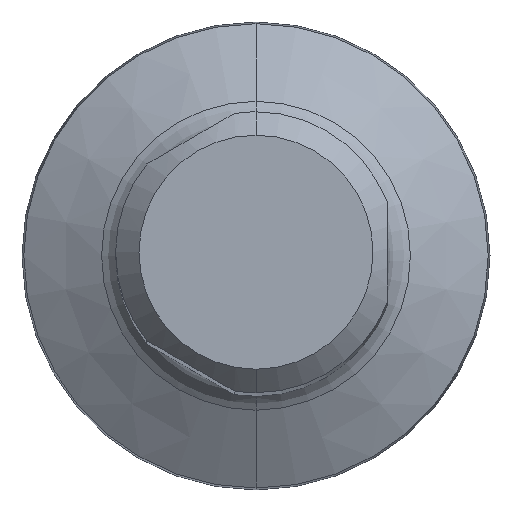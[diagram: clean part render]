
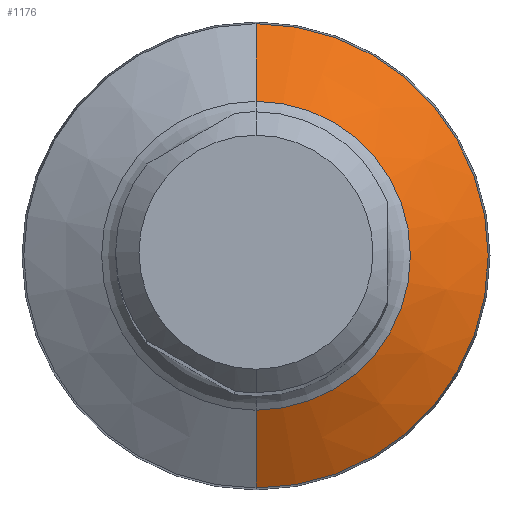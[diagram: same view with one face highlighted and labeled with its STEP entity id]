
A CAD part, top view. The second image highlights one B-rep face of the part: STEP entity #1176.
In plain terms, the highlighted conical face has half-angle 60 degrees and reference radius 4.13 mm.
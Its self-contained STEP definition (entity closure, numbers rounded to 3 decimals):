
#262=CARTESIAN_POINT('',(0.,0.,-3.043));
#263=DIRECTION('',(0.,0.,-1.));
#264=DIRECTION('',(0.,1.,0.));
#265=AXIS2_PLACEMENT_3D('',#262,#263,#264);
#614=CARTESIAN_POINT('',(0.,0.,-4.002));
#615=DIRECTION('',(0.,0.,-1.));
#616=DIRECTION('',(0.,1.,0.));
#617=AXIS2_PLACEMENT_3D('',#614,#615,#616);
#660=DIRECTION('',(0.,-0.866,0.5));
#661=VECTOR('',#660,1.918);
#662=CARTESIAN_POINT('',(0.,4.961,-4.002));
#663=LINE('',#662,#661);
#667=DIRECTION('',(0.,0.866,0.5));
#668=VECTOR('',#667,1.918);
#669=CARTESIAN_POINT('',(0.,-4.961,-4.002));
#670=LINE('',#669,#668);
#704=CARTESIAN_POINT('',(0.,3.3,-3.043));
#706=VERTEX_POINT('',#704);
#714=CARTESIAN_POINT('',(0.,-3.3,-3.043));
#716=VERTEX_POINT('',#714);
#732=CARTESIAN_POINT('',(0.,4.961,-4.002));
#733=CARTESIAN_POINT('',(0.,-4.961,-4.002));
#734=VERTEX_POINT('',#732);
#735=VERTEX_POINT('',#733);
#1162=CARTESIAN_POINT('',(0.,0.,-3.523));
#1163=DIRECTION('',(0.,0.,-1.));
#1164=DIRECTION('',(0.,-1.,0.));
#1165=AXIS2_PLACEMENT_3D('',#1162,#1163,#1164);
#1166=CONICAL_SURFACE('',#1165,4.131,60.);
#1168=ORIENTED_EDGE('',*,*,#1167,.T.);
#1170=ORIENTED_EDGE('',*,*,#1169,.T.);
#1171=ORIENTED_EDGE('',*,*,#951,.F.);
#1173=ORIENTED_EDGE('',*,*,#1172,.F.);
#1174=EDGE_LOOP('',(#1168,#1170,#1171,#1173));
#1175=FACE_OUTER_BOUND('',#1174,.F.);
#266=CIRCLE('',#265,3.3);
#618=CIRCLE('',#617,4.961);
#951=EDGE_CURVE('',#706,#716,#266,.T.);
#1167=EDGE_CURVE('',#734,#735,#618,.T.);
#1169=EDGE_CURVE('',#735,#716,#670,.T.);
#1172=EDGE_CURVE('',#734,#706,#663,.T.);
#1176=ADVANCED_FACE('',(#1175),#1166,.T.);
